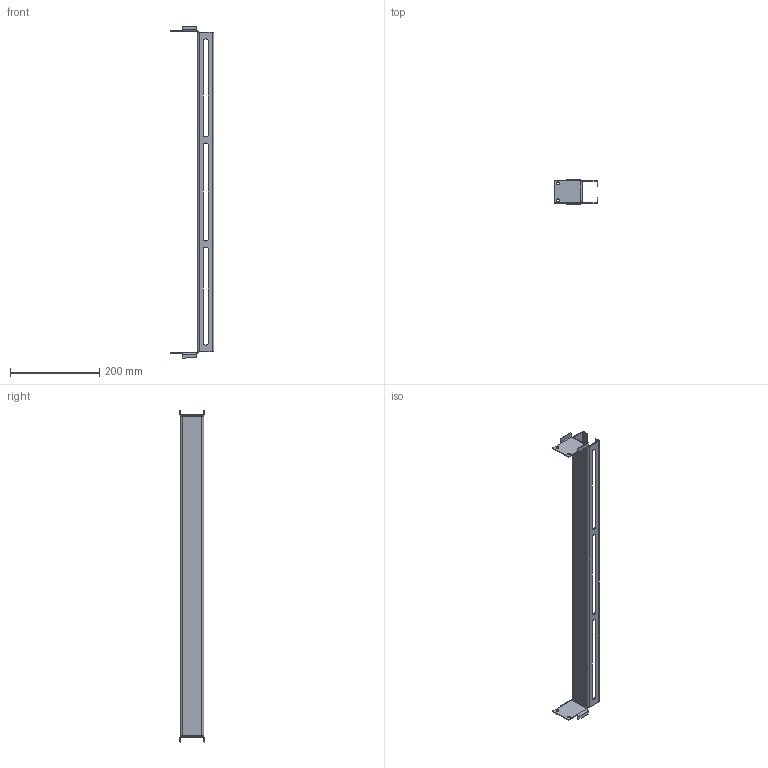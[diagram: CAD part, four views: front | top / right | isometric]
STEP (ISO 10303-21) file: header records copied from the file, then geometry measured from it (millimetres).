
FILE_DESCRIPTION (( 'STEP AP203' ), '1' );
FILE_NAME ('Êðîíøòåéí äëÿ øèíîäåðæàòåëÿ ïëîñêèõ øèí FORT äëÿ êîðïóñà ãëóáèíîé 800 EKF PROxima.STEP', '2022-12-12T07:59:54', ( '' ), ( '' ), 'SwSTEP 2.0', 'SolidWorks 2021', '' );
FILE_SCHEMA (( 'CONFIG_CONTROL_DESIGN' ));
Length unit declared in the file: millimetre
Products named in the file (2): ﾌﾈ-2596.00.00.001 ﾊ煇鳫 800; Êðîíøòåéí äëÿ øèíîäåðæàòåëÿ ïëîñêèõ øèí FORT äëÿ êîðïóñà ãëóáèíîé 800 EKF PROxima
Assembly tree (1 placements, depth 2):
  Êðîíøòåéí äëÿ øèíîäåðæàòåëÿ ïëîñêèõ øèí FORT äëÿ êîðïóñà ãëóáèíîé 800 EKF PROxima
    ﾌﾈ-2596.00.00.001 ﾊ煇鳫 800
Bounding box: 98.5 x 56.5 x 745 mm (x, y, z)
Volume: 182505.7 mm3; surface area: 192283.9 mm2
Topology: 1 solids, 1 shells, 136 faces, 326 edges, 192 vertices
Faces by surface type: plane 84, cylinder 52
Entity records: 4102 total; most frequent: DIRECTION 710, CARTESIAN_POINT 658, ORIENTED_EDGE 652, EDGE_CURVE 326, AXIS2_PLACEMENT_3D 244, VECTOR 222, LINE 222, VERTEX_POINT 192
